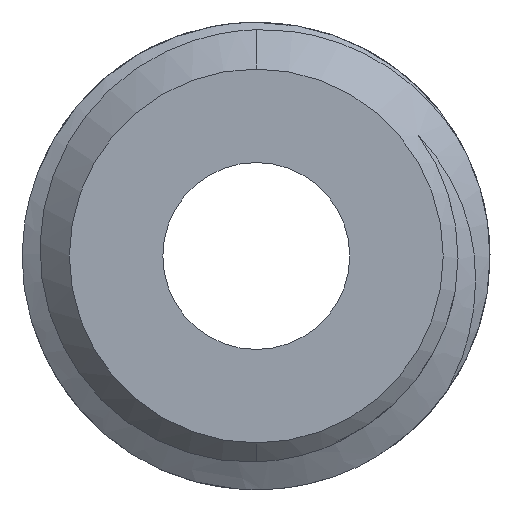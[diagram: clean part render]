
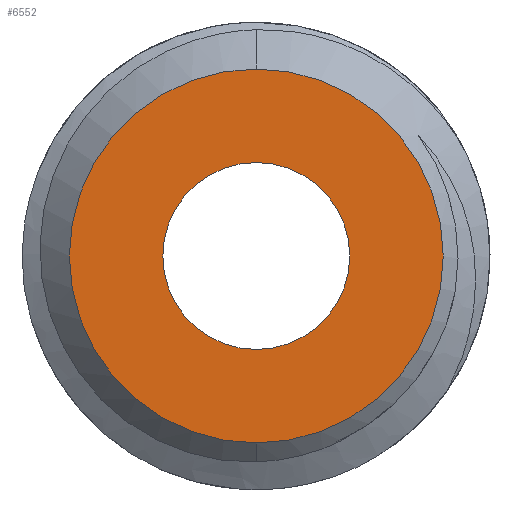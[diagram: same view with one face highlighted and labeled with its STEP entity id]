
A CAD part, front view. The second image highlights one B-rep face of the part: STEP entity #6552.
In plain terms, the highlighted face is planar.
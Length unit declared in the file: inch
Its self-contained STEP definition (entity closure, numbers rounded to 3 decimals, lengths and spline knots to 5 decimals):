
#127 = EDGE_LOOP ( 'NONE', ( #7009, #3118 ) ) ;
#179 = CARTESIAN_POINT ( 'NONE',  ( 0., 0., -0.125 ) ) ;
#348 = DIRECTION ( 'NONE',  ( 0., 0., -1. ) ) ;
#827 = CIRCLE ( 'NONE', #1539, 0.0625 ) ;
#941 = FACE_BOUND ( 'NONE', #127, .T. ) ;
#1071 = CIRCLE ( 'NONE', #1484, 0.125 ) ;
#1083 = AXIS2_PLACEMENT_3D ( 'NONE', #7335, #4154, #348 ) ;
#1484 = AXIS2_PLACEMENT_3D ( 'NONE', #2282, #2895, #2957 ) ;
#1499 = VERTEX_POINT ( 'NONE', #179 ) ;
#1539 = AXIS2_PLACEMENT_3D ( 'NONE', #3646, #4901, #6184 ) ;
#1616 = PLANE ( 'NONE',  #5261 ) ;
#1648 = CARTESIAN_POINT ( 'NONE',  ( 0., 0.125, 0. ) ) ;
#1724 = EDGE_CURVE ( 'NONE', #4104, #1499, #1071, .T. ) ;
#1955 = EDGE_CURVE ( 'NONE', #6741, #2944, #3652, .T. ) ;
#2233 = CARTESIAN_POINT ( 'NONE',  ( 0., 0., 0.125 ) ) ;
#2271 = DIRECTION ( 'NONE',  ( 0., 0., -1. ) ) ;
#2282 = CARTESIAN_POINT ( 'NONE',  ( 0., 0., 0. ) ) ;
#2564 = CARTESIAN_POINT ( 'NONE',  ( 0., 0., 0. ) ) ;
#2895 = DIRECTION ( 'NONE',  ( 1., 0., 0. ) ) ;
#2944 = VERTEX_POINT ( 'NONE', #7199 ) ;
#2957 = DIRECTION ( 'NONE',  ( 0., 0., -1. ) ) ;
#3118 = ORIENTED_EDGE ( 'NONE', *, *, #1955, .T. ) ;
#3409 = CIRCLE ( 'NONE', #6671, 0.125 ) ;
#3646 = CARTESIAN_POINT ( 'NONE',  ( 0., 0., 0. ) ) ;
#3652 = CIRCLE ( 'NONE', #1083, 0.0625 ) ;
#4104 = VERTEX_POINT ( 'NONE', #2233 ) ;
#4154 = DIRECTION ( 'NONE',  ( 1., 0., 0. ) ) ;
#4232 = DIRECTION ( 'NONE',  ( -1., 0., 0. ) ) ;
#4498 = ORIENTED_EDGE ( 'NONE', *, *, #7255, .F. ) ;
#4707 = ORIENTED_EDGE ( 'NONE', *, *, #1724, .F. ) ;
#4901 = DIRECTION ( 'NONE',  ( 1., 0., 0. ) ) ;
#5261 = AXIS2_PLACEMENT_3D ( 'NONE', #1648, #4232, #6161 ) ;
#5651 = CARTESIAN_POINT ( 'NONE',  ( 0., 0., 0.0625 ) ) ;
#5903 = EDGE_LOOP ( 'NONE', ( #4498, #4707 ) ) ;
#6161 = DIRECTION ( 'NONE',  ( 0., 0., 1. ) ) ;
#6184 = DIRECTION ( 'NONE',  ( 0., 0., -1. ) ) ;
#6552 = ADVANCED_FACE ( 'NONE', ( #941, #7114 ), #1616, .T. ) ;
#6671 = AXIS2_PLACEMENT_3D ( 'NONE', #2564, #6772, #2271 ) ;
#6741 = VERTEX_POINT ( 'NONE', #5651 ) ;
#6772 = DIRECTION ( 'NONE',  ( 1., 0., 0. ) ) ;
#6845 = EDGE_CURVE ( 'NONE', #2944, #6741, #827, .T. ) ;
#7009 = ORIENTED_EDGE ( 'NONE', *, *, #6845, .T. ) ;
#7114 = FACE_OUTER_BOUND ( 'NONE', #5903, .T. ) ;
#7199 = CARTESIAN_POINT ( 'NONE',  ( 0., 0., -0.0625 ) ) ;
#7255 = EDGE_CURVE ( 'NONE', #1499, #4104, #3409, .T. ) ;
#7335 = CARTESIAN_POINT ( 'NONE',  ( 0., 0., 0. ) ) ;
